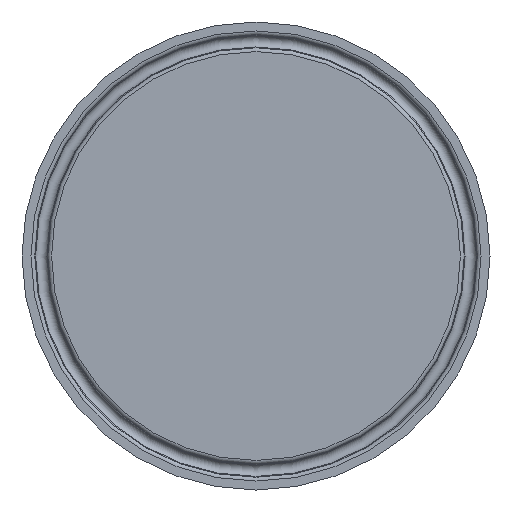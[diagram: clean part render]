
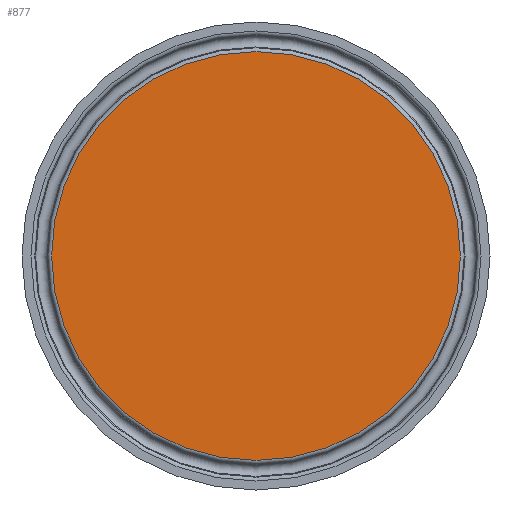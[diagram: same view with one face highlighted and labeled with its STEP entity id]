
A CAD part, front view. The second image highlights one B-rep face of the part: STEP entity #877.
In plain terms, the highlighted planar face has unit normal (0, -1, 0).
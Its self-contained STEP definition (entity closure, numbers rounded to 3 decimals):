
#81=CIRCLE('',#975,39.747);
#155=FACE_OUTER_BOUND('',#218,.T.);
#218=EDGE_LOOP('',(#603));
#393=VERTEX_POINT('',#1477);
#473=EDGE_CURVE('',#393,#393,#81,.T.);
#603=ORIENTED_EDGE('',*,*,#473,.F.);
#856=PLANE('',#974);
#877=ADVANCED_FACE('',(#155),#856,.T.);
#974=AXIS2_PLACEMENT_3D('',#1476,#1131,#1132);
#975=AXIS2_PLACEMENT_3D('',#1478,#1133,#1134);
#1131=DIRECTION('center_axis',(0.,-1.,0.));
#1132=DIRECTION('ref_axis',(0.,0.,-1.));
#1133=DIRECTION('center_axis',(0.,1.,0.));
#1134=DIRECTION('ref_axis',(1.,0.,0.));
#1476=CARTESIAN_POINT('Origin',(-22.138,0.,
0.));
#1477=CARTESIAN_POINT('',(0.,0.,-39.747));
#1478=CARTESIAN_POINT('Origin',(0.,0.,
0.));
